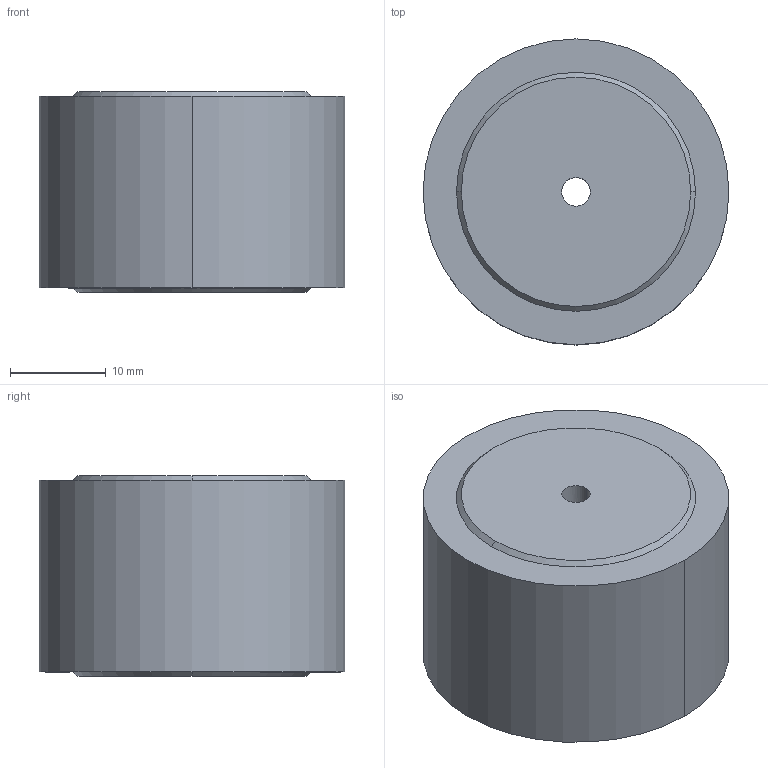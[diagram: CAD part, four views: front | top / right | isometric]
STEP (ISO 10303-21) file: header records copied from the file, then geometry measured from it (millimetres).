
FILE_DESCRIPTION (( 'STEP AP214' ), '1' );
FILE_NAME ('Roda_StickyMAX-S30-32mm.STEP', '2017-10-20T21:06:18', ( '' ), ( '' ), 'SwSTEP 2.0', 'SolidWorks 2013', '' );
FILE_SCHEMA (( 'AUTOMOTIVE_DESIGN' ));
Length unit declared in the file: millimetre
Products named in the file (4): socket set screw flat point_am_B18.3.6M - M4 x 0.7 x 5 Hex Socket Flat Pt. SS --S; Roda_sumo500-pneu_Predeterminada; Roda_sumo500_Predeterminada; Roda_StickyMAX-S30-32mm
Assembly tree (3 placements, depth 2):
  Roda_StickyMAX-S30-32mm
    Roda_sumo500_Predeterminada
    Roda_sumo500-pneu_Predeterminada
    socket set screw flat point_am_B18.3.6M - M4 x 0.7 x 5 Hex Socket Flat Pt. SS --S
Bounding box: 32 x 32 x 21 mm (x, y, z)
Volume: 12888.1 mm3; surface area: 7896.1 mm2
Topology: 3 solids, 3 shells, 371 faces, 1002 edges, 661 vertices
Faces by surface type: plane 176, bspline 119, cone 41, cylinder 33, torus 2
Entity records: 15880 total; most frequent: CARTESIAN_POINT 6966, ORIENTED_EDGE 2004, DIRECTION 1397, EDGE_CURVE 1002, VERTEX_POINT 661, VECTOR 633, LINE 633, EDGE_LOOP 401
